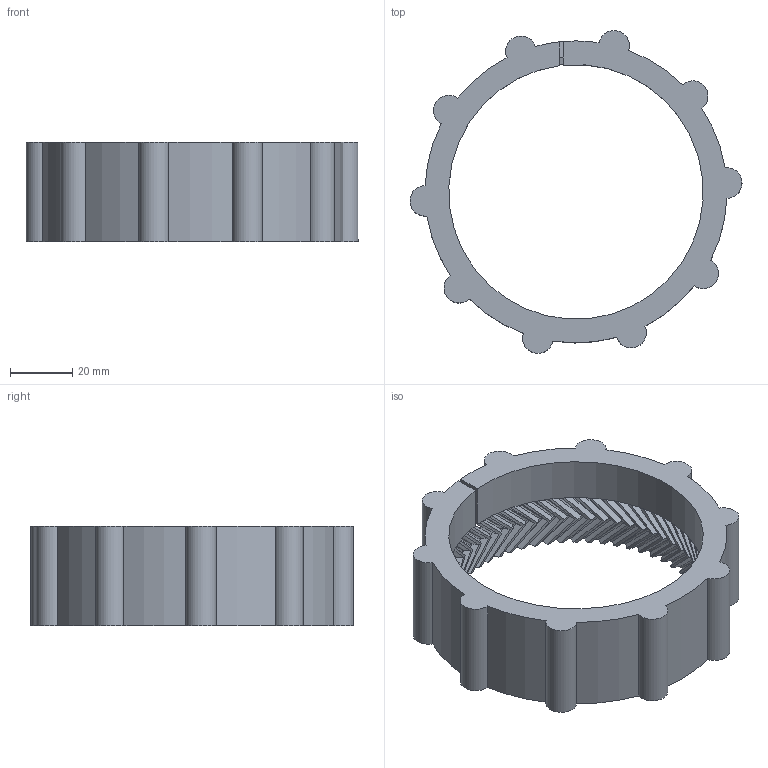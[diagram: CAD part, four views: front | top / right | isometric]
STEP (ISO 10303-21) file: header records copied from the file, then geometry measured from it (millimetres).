
FILE_DESCRIPTION(/* description */ (''),/* implementation_level */ '2;1');
FILE_NAME(/* name */ 'RingGear.step',/* time_stamp */ '2025-05-04T16:42:00+02:00',/* author */ (''),/* organization */ (''),/* preprocessor_version */ 'ST-DEVELOPER v20.1',/* originating_system */ 'Autodesk Translation Framework v14.4.0.0',/* authorisation */ '');
FILE_SCHEMA (('AUTOMOTIVE_DESIGN { 1 0 10303 214 3 1 1 }'));
Length unit declared in the file: millimetre
Products named in the file (1): RingGear
Bounding box: 106.48 x 103.52 x 32 mm (x, y, z)
Volume: 72872.6 mm3; surface area: 29982.5 mm2
Topology: 1 solids, 1 shells, 449 faces, 1219 edges, 772 vertices
Faces by surface type: bspline 362, cylinder 82, plane 5
Entity records: 30474 total; most frequent: CARTESIAN_POINT 22349, ORIENTED_EDGE 2438, EDGE_CURVE 1219, VERTEX_POINT 772, DIRECTION 656, B_SPLINE_CURVE_WITH_KNOTS 602, FACE_OUTER_BOUND 449, EDGE_LOOP 449
